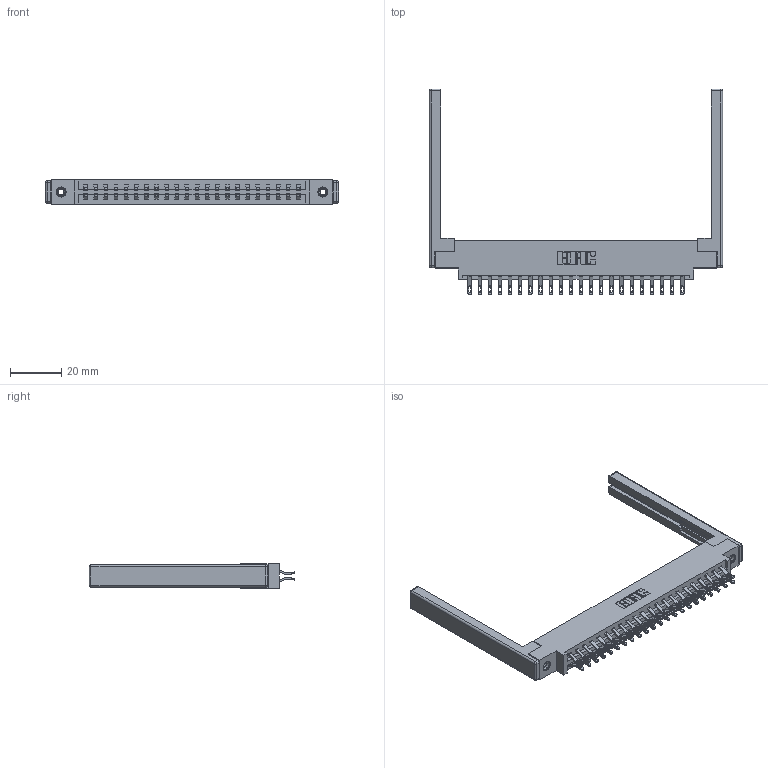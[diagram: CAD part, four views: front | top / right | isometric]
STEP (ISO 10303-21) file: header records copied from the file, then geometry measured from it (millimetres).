
FILE_DESCRIPTION (( 'STEP AP203' ), '1' );
FILE_NAME ('387-044-555-868.STEP', '2019-10-18T06:16:01', ( '' ), ( '' ), 'SwSTEP 2.0', 'SolidWorks 2016', '' );
FILE_SCHEMA (( 'CONFIG_CONTROL_DESIGN' ));
Length unit declared in the file: inch
Products named in the file (5): 345-250-001_345-250-001-102; 337 Part_0.170 Offset - 0.156 Dia-TI; 387-044-555-868; 345-292-001_555 Tail; 307-220-068
Assembly tree (49 placements, depth 2):
  387-044-555-868
    337 Part_0.170 Offset - 0.156 Dia-TI
    345-292-001_555 Tail  x44
    345-250-001_345-250-001-102  x2
    307-220-068  x2
Bounding box: 114.6 x 80.52 x 9.4 mm (x, y, z)
Volume: 16206.7 mm3; surface area: 17793.5 mm2
Topology: 49 solids, 49 shells, 2912 faces, 9029 edges, 5998 vertices
Faces by surface type: plane 1746, cylinder 1142, cone 12, sphere 8, torus 4
Entity records: 22862 total; most frequent: CARTESIAN_POINT 3869, ORIENTED_EDGE 3764, DIRECTION 3368, EDGE_CURVE 1882, LINE 1684, VECTOR 1684, VERTEX_POINT 1246, AXIS2_PLACEMENT_3D 842
